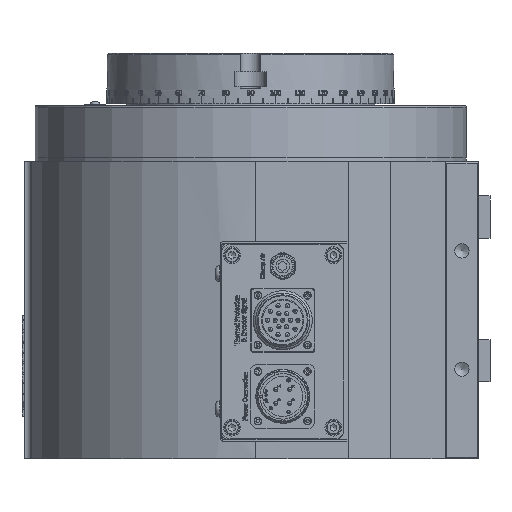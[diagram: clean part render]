
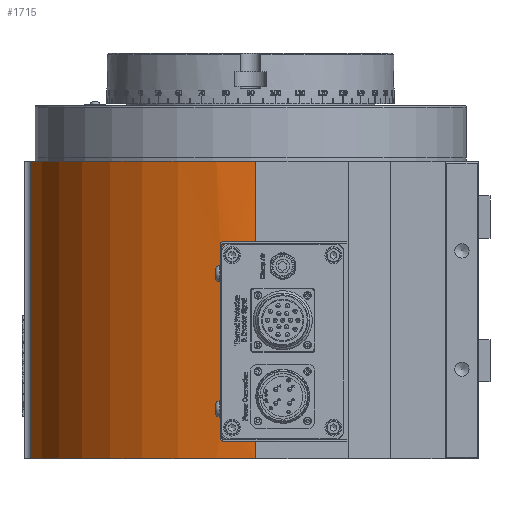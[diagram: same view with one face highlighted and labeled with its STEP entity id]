
A CAD part, left-side view. The second image highlights one B-rep face of the part: STEP entity #1715.
In plain terms, the highlighted cylindrical face has radius 135 mm (diameter 270 mm), a partial arc.
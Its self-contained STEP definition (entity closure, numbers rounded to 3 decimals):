
#1715 = ADVANCED_FACE('',(#1716),#1816,.T.);
#1716 = FACE_BOUND('',#1717,.T.);
#1717 = EDGE_LOOP('',(#1718,#1728,#1737,#1745,#1754,#1769,#1777,#1792,
    #1801,#1809));
#1718 = ORIENTED_EDGE('',*,*,#1719,.F.);
#1719 = EDGE_CURVE('',#1720,#1722,#1724,.T.);
#1720 = VERTEX_POINT('',#1721);
#1721 = CARTESIAN_POINT('',(-24.766,129.709,-178.));
#1722 = VERTEX_POINT('',#1723);
#1723 = CARTESIAN_POINT('',(-24.766,129.709,-2.));
#1724 = LINE('',#1725,#1726);
#1725 = CARTESIAN_POINT('',(-24.766,129.709,0.));
#1726 = VECTOR('',#1727,1.);
#1727 = DIRECTION('',(0.,0.,1.));
#1728 = ORIENTED_EDGE('',*,*,#1729,.F.);
#1729 = EDGE_CURVE('',#1730,#1720,#1732,.T.);
#1730 = VERTEX_POINT('',#1731);
#1731 = CARTESIAN_POINT('',(-135.,-3.,-178.));
#1732 = CIRCLE('',#1733,135.);
#1733 = AXIS2_PLACEMENT_3D('',#1734,#1735,#1736);
#1734 = CARTESIAN_POINT('',(0.,-3.,-178.));
#1735 = DIRECTION('',(0.,0.,-1.));
#1736 = DIRECTION('',(0.,-1.,0.));
#1737 = ORIENTED_EDGE('',*,*,#1738,.F.);
#1738 = EDGE_CURVE('',#1739,#1730,#1741,.T.);
#1739 = VERTEX_POINT('',#1740);
#1740 = CARTESIAN_POINT('',(-135.,-3.,-166.5));
#1741 = LINE('',#1742,#1743);
#1742 = CARTESIAN_POINT('',(-135.,-3.,0.));
#1743 = VECTOR('',#1744,1.);
#1744 = DIRECTION('',(0.,0.,-1.));
#1745 = ORIENTED_EDGE('',*,*,#1746,.T.);
#1746 = EDGE_CURVE('',#1739,#1747,#1749,.T.);
#1747 = VERTEX_POINT('',#1748);
#1748 = CARTESIAN_POINT('',(-134.048,13.,-166.5));
#1749 = CIRCLE('',#1750,135.);
#1750 = AXIS2_PLACEMENT_3D('',#1751,#1752,#1753);
#1751 = CARTESIAN_POINT('',(0.,-3.,-166.5));
#1752 = DIRECTION('',(0.,0.,-1.));
#1753 = DIRECTION('',(0.,-1.,0.));
#1754 = ORIENTED_EDGE('',*,*,#1755,.T.);
#1755 = EDGE_CURVE('',#1747,#1756,#1758,.T.);
#1756 = VERTEX_POINT('',#1757);
#1757 = CARTESIAN_POINT('',(-133.357,18.,-161.5));
#1758 = B_SPLINE_CURVE_WITH_KNOTS('',3,(#1759,#1760,#1761,#1762,#1763,
    #1764,#1765,#1766,#1767,#1768),.UNSPECIFIED.,.F.,.F.,(4,2,2,2,4),(
    0.755,0.946,1.136,1.324,
    1.512),.UNSPECIFIED.);
#1759 = CARTESIAN_POINT('',(-134.048,13.,-166.5));
#1760 = CARTESIAN_POINT('',(-133.973,13.629,-166.5));
#1761 = CARTESIAN_POINT('',(-133.888,14.3,
    -166.374));
#1762 = CARTESIAN_POINT('',(-133.723,15.534,
    -165.862));
#1763 = CARTESIAN_POINT('',(-133.643,16.097,
    -165.476));
#1764 = CARTESIAN_POINT('',(-133.514,16.983,
    -164.587));
#1765 = CARTESIAN_POINT('',(-133.455,17.366,
    -164.026));
#1766 = CARTESIAN_POINT('',(-133.377,17.875,
    -162.797));
#1767 = CARTESIAN_POINT('',(-133.357,18.,-162.128));
#1768 = CARTESIAN_POINT('',(-133.357,18.,-161.5));
#1769 = ORIENTED_EDGE('',*,*,#1770,.T.);
#1770 = EDGE_CURVE('',#1756,#1771,#1773,.T.);
#1771 = VERTEX_POINT('',#1772);
#1772 = CARTESIAN_POINT('',(-133.357,18.,-55.5));
#1773 = LINE('',#1774,#1775);
#1774 = CARTESIAN_POINT('',(-133.357,18.,0.));
#1775 = VECTOR('',#1776,1.);
#1776 = DIRECTION('',(0.,0.,1.));
#1777 = ORIENTED_EDGE('',*,*,#1778,.T.);
#1778 = EDGE_CURVE('',#1771,#1779,#1781,.T.);
#1779 = VERTEX_POINT('',#1780);
#1780 = CARTESIAN_POINT('',(-134.048,13.,-50.5));
#1781 = B_SPLINE_CURVE_WITH_KNOTS('',3,(#1782,#1783,#1784,#1785,#1786,
    #1787,#1788,#1789,#1790,#1791),.UNSPECIFIED.,.F.,.F.,(4,2,2,2,4),(
    1.512,1.701,1.889,2.079,
    2.269),.UNSPECIFIED.);
#1782 = CARTESIAN_POINT('',(-133.357,18.,-55.5));
#1783 = CARTESIAN_POINT('',(-133.357,18.,-54.872));
#1784 = CARTESIAN_POINT('',(-133.377,17.875,
    -54.203));
#1785 = CARTESIAN_POINT('',(-133.455,17.366,
    -52.974));
#1786 = CARTESIAN_POINT('',(-133.514,16.983,
    -52.413));
#1787 = CARTESIAN_POINT('',(-133.643,16.097,
    -51.524));
#1788 = CARTESIAN_POINT('',(-133.723,15.534,
    -51.138));
#1789 = CARTESIAN_POINT('',(-133.888,14.3,
    -50.626));
#1790 = CARTESIAN_POINT('',(-133.973,13.629,-50.5));
#1791 = CARTESIAN_POINT('',(-134.048,13.,-50.5));
#1792 = ORIENTED_EDGE('',*,*,#1793,.T.);
#1793 = EDGE_CURVE('',#1779,#1794,#1796,.T.);
#1794 = VERTEX_POINT('',#1795);
#1795 = CARTESIAN_POINT('',(-135.,-3.,-50.5));
#1796 = CIRCLE('',#1797,135.);
#1797 = AXIS2_PLACEMENT_3D('',#1798,#1799,#1800);
#1798 = CARTESIAN_POINT('',(0.,-3.,-50.5));
#1799 = DIRECTION('',(0.,0.,1.));
#1800 = DIRECTION('',(0.,-1.,0.));
#1801 = ORIENTED_EDGE('',*,*,#1802,.F.);
#1802 = EDGE_CURVE('',#1803,#1794,#1805,.T.);
#1803 = VERTEX_POINT('',#1804);
#1804 = CARTESIAN_POINT('',(-135.,-3.,-2.));
#1805 = LINE('',#1806,#1807);
#1806 = CARTESIAN_POINT('',(-135.,-3.,0.));
#1807 = VECTOR('',#1808,1.);
#1808 = DIRECTION('',(0.,0.,-1.));
#1809 = ORIENTED_EDGE('',*,*,#1810,.T.);
#1810 = EDGE_CURVE('',#1803,#1722,#1811,.T.);
#1811 = CIRCLE('',#1812,135.);
#1812 = AXIS2_PLACEMENT_3D('',#1813,#1814,#1815);
#1813 = CARTESIAN_POINT('',(0.,-3.,-2.));
#1814 = DIRECTION('',(0.,0.,-1.));
#1815 = DIRECTION('',(0.,-1.,0.));
#1816 = CYLINDRICAL_SURFACE('',#1817,135.);
#1817 = AXIS2_PLACEMENT_3D('',#1818,#1819,#1820);
#1818 = CARTESIAN_POINT('',(0.,-3.,0.));
#1819 = DIRECTION('',(0.,0.,-1.));
#1820 = DIRECTION('',(0.,-1.,0.));
